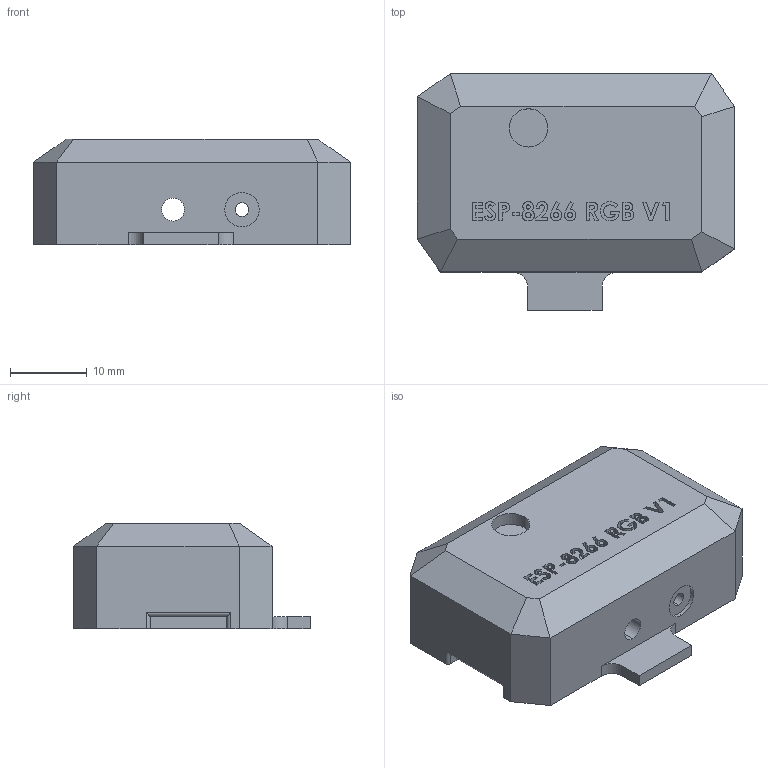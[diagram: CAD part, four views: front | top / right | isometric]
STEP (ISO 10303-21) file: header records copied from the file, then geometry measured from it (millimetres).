
FILE_DESCRIPTION (( 'STEP AP214' ), '1' );
FILE_NAME ('top.STEP', '2021-04-09T20:30:08', ( '' ), ( '' ), 'SwSTEP 2.0', 'SolidWorks 2018', '' );
FILE_SCHEMA (( 'AUTOMOTIVE_DESIGN' ));
Length unit declared in the file: millimetre
Products named in the file (1): top
Bounding box: 41.4 x 30.9 x 13.8 mm (x, y, z)
Volume: 4848.6 mm3; surface area: 5067.7 mm2
Topology: 1 solids, 1 shells, 237 faces, 616 edges, 406 vertices
Faces by surface type: plane 135, bspline 81, cylinder 21
Entity records: 11344 total; most frequent: CARTESIAN_POINT 6011, ORIENTED_EDGE 1232, DIRECTION 804, EDGE_CURVE 616, VECTOR 414, LINE 414, VERTEX_POINT 406, EDGE_LOOP 270
